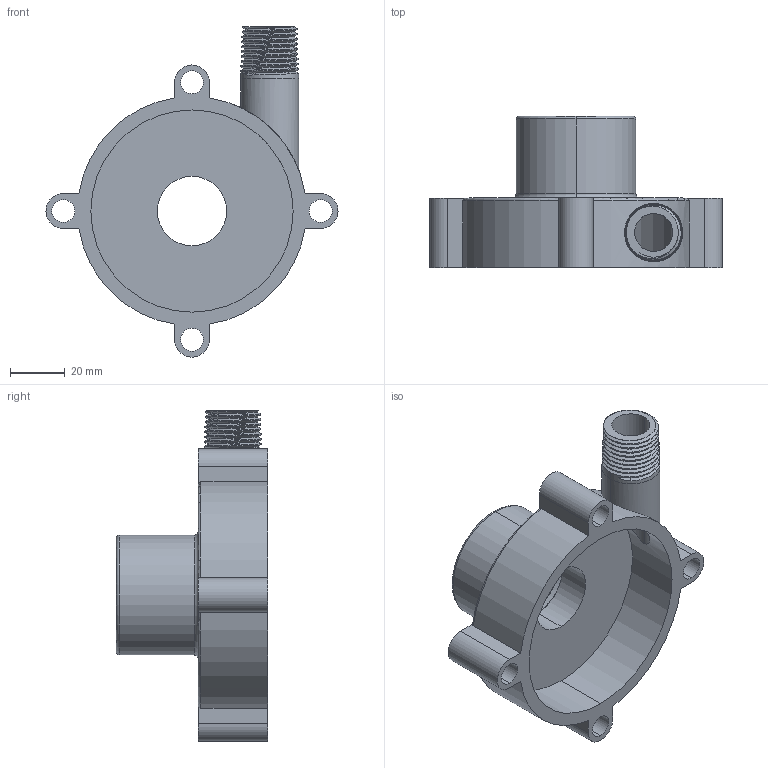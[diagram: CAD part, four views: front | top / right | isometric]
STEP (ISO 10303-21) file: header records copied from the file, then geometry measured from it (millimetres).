
FILE_DESCRIPTION (( 'STEP AP214' ), '1' );
FILE_NAME ('Pump_Head_July2025_new1.STEP', '2026-01-06T20:27:34', ( '' ), ( '' ), 'SwSTEP 2.0', 'SolidWorks 2026', '' );
FILE_SCHEMA (( 'AUTOMOTIVE_DESIGN' ));
Length unit declared in the file: millimetre
Products named in the file (1): Pump_Head_July2025_new1
Bounding box: 107.19 x 55.5 x 121.16 mm (x, y, z)
Volume: 87333.2 mm3; surface area: 40013 mm2
Topology: 1 solids, 1 shells, 110 faces, 304 edges, 200 vertices
Faces by surface type: cylinder 37, cone 36, plane 19, bspline 10, torus 8
Entity records: 18008 total; most frequent: CARTESIAN_POINT 15382, ORIENTED_EDGE 608, DIRECTION 449, EDGE_CURVE 304, VERTEX_POINT 200, AXIS2_PLACEMENT_3D 175, EDGE_LOOP 126, B_SPLINE_CURVE_WITH_KNOTS 123
